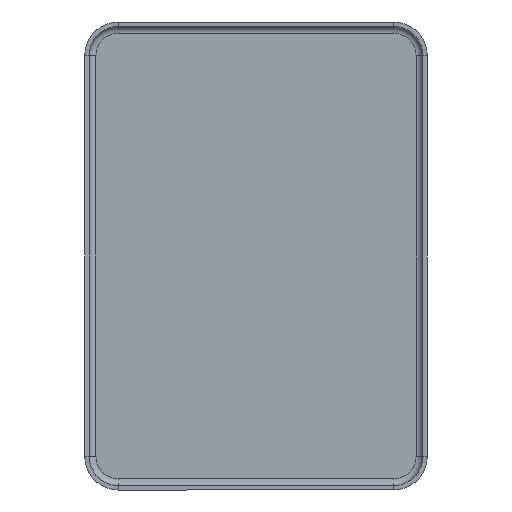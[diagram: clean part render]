
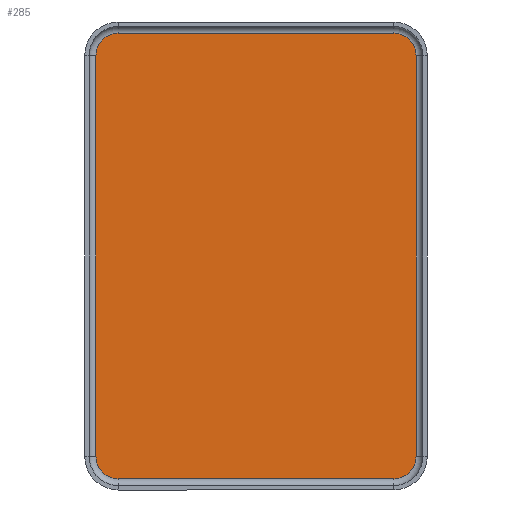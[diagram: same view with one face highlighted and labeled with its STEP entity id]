
A CAD part, front view. The second image highlights one B-rep face of the part: STEP entity #285.
In plain terms, the highlighted planar face has unit normal (0, -1, 0).
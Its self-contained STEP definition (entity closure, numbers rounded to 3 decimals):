
#2 = AXIS2_PLACEMENT_3D ( 'NONE', #771, #385, #198 ) ;
#15 = CARTESIAN_POINT ( 'NONE',  ( -7.15, -0.2, 8.95 ) ) ;
#32 = LINE ( 'NONE', #1071, #604 ) ;
#37 = DIRECTION ( 'NONE',  ( 0., 0., 1. ) ) ;
#47 = VERTEX_POINT ( 'NONE', #15 ) ;
#50 = CARTESIAN_POINT ( 'NONE',  ( 6.15, -0.2, 8.95 ) ) ;
#58 = DIRECTION ( 'NONE',  ( -1., 0., 0. ) ) ;
#66 = ORIENTED_EDGE ( 'NONE', *, *, #196, .F. ) ;
#98 = EDGE_CURVE ( 'NONE', #613, #800, #828, .T. ) ;
#115 = VERTEX_POINT ( 'NONE', #653 ) ;
#151 = PLANE ( 'NONE',  #393 ) ;
#158 = CIRCLE ( 'NONE', #948, 1. ) ;
#182 = CIRCLE ( 'NONE', #2, 1. ) ;
#183 = VERTEX_POINT ( 'NONE', #657 ) ;
#189 = CARTESIAN_POINT ( 'NONE',  ( 7.15, -0.2, 8.95 ) ) ;
#196 = EDGE_CURVE ( 'NONE', #823, #47, #962, .T. ) ;
#198 = DIRECTION ( 'NONE',  ( 0., 0., 1. ) ) ;
#229 = DIRECTION ( 'NONE',  ( 0., 0., -1. ) ) ;
#237 = CARTESIAN_POINT ( 'NONE',  ( 6.15, -0.2, -9.95 ) ) ;
#285 = ADVANCED_FACE ( 'NONE', ( #324 ), #151, .T. ) ;
#298 = CARTESIAN_POINT ( 'NONE',  ( 6.15, -0.2, 8.95 ) ) ;
#308 = DIRECTION ( 'NONE',  ( 1., 0., 0. ) ) ;
#320 = DIRECTION ( 'NONE',  ( 0., 0., -1. ) ) ;
#324 = FACE_OUTER_BOUND ( 'NONE', #804, .T. ) ;
#332 = DIRECTION ( 'NONE',  ( 0., 0., 1. ) ) ;
#385 = DIRECTION ( 'NONE',  ( 0., 1., 0. ) ) ;
#393 = AXIS2_PLACEMENT_3D ( 'NONE', #50, #682, #229 ) ;
#403 = DIRECTION ( 'NONE',  ( 0., 0., 1. ) ) ;
#405 = DIRECTION ( 'NONE',  ( 0., 1., 0. ) ) ;
#409 = DIRECTION ( 'NONE',  ( 0., 0., 1. ) ) ;
#444 = VECTOR ( 'NONE', #320, 1000. ) ;
#495 = CARTESIAN_POINT ( 'NONE',  ( 7.15, -0.2, 8.95 ) ) ;
#501 = EDGE_CURVE ( 'NONE', #600, #115, #32, .T. ) ;
#544 = VERTEX_POINT ( 'NONE', #189 ) ;
#593 = DIRECTION ( 'NONE',  ( 0., 1., 0. ) ) ;
#598 = EDGE_CURVE ( 'NONE', #183, #600, #1028, .T. ) ;
#600 = VERTEX_POINT ( 'NONE', #237 ) ;
#604 = VECTOR ( 'NONE', #58, 1000. ) ;
#613 = VERTEX_POINT ( 'NONE', #881 ) ;
#653 = CARTESIAN_POINT ( 'NONE',  ( -6.15, -0.2, -9.95 ) ) ;
#657 = CARTESIAN_POINT ( 'NONE',  ( 7.15, -0.2, -8.95 ) ) ;
#662 = CARTESIAN_POINT ( 'NONE',  ( -6.15, -0.2, 9.95 ) ) ;
#682 = DIRECTION ( 'NONE',  ( 0., -1., 0. ) ) ;
#684 = AXIS2_PLACEMENT_3D ( 'NONE', #1152, #593, #332 ) ;
#770 = VECTOR ( 'NONE', #409, 1000. ) ;
#771 = CARTESIAN_POINT ( 'NONE',  ( -6.15, -0.2, 8.95 ) ) ;
#775 = DIRECTION ( 'NONE',  ( 0., 1., 0. ) ) ;
#800 = VERTEX_POINT ( 'NONE', #1165 ) ;
#804 = EDGE_LOOP ( 'NONE', ( #853, #1030, #898, #66, #1161, #927, #1109, #1154 ) ) ;
#805 = VECTOR ( 'NONE', #308, 1000. ) ;
#823 = VERTEX_POINT ( 'NONE', #1097 ) ;
#828 = LINE ( 'NONE', #662, #805 ) ;
#853 = ORIENTED_EDGE ( 'NONE', *, *, #949, .F. ) ;
#866 = CARTESIAN_POINT ( 'NONE',  ( -7.15, -0.2, -8.95 ) ) ;
#881 = CARTESIAN_POINT ( 'NONE',  ( -6.15, -0.2, 9.95 ) ) ;
#898 = ORIENTED_EDGE ( 'NONE', *, *, #979, .F. ) ;
#927 = ORIENTED_EDGE ( 'NONE', *, *, #501, .F. ) ;
#948 = AXIS2_PLACEMENT_3D ( 'NONE', #1135, #775, #37 ) ;
#949 = EDGE_CURVE ( 'NONE', #800, #544, #1001, .T. ) ;
#962 = LINE ( 'NONE', #866, #770 ) ;
#979 = EDGE_CURVE ( 'NONE', #47, #613, #182, .T. ) ;
#996 = EDGE_CURVE ( 'NONE', #115, #823, #158, .T. ) ;
#1001 = CIRCLE ( 'NONE', #1011, 1. ) ;
#1011 = AXIS2_PLACEMENT_3D ( 'NONE', #298, #405, #403 ) ;
#1028 = CIRCLE ( 'NONE', #684, 1. ) ;
#1030 = ORIENTED_EDGE ( 'NONE', *, *, #98, .F. ) ;
#1071 = CARTESIAN_POINT ( 'NONE',  ( 6.15, -0.2, -9.95 ) ) ;
#1097 = CARTESIAN_POINT ( 'NONE',  ( -7.15, -0.2, -8.95 ) ) ;
#1109 = ORIENTED_EDGE ( 'NONE', *, *, #598, .F. ) ;
#1133 = EDGE_CURVE ( 'NONE', #544, #183, #1138, .T. ) ;
#1135 = CARTESIAN_POINT ( 'NONE',  ( -6.15, -0.2, -8.95 ) ) ;
#1138 = LINE ( 'NONE', #495, #444 ) ;
#1152 = CARTESIAN_POINT ( 'NONE',  ( 6.15, -0.2, -8.95 ) ) ;
#1154 = ORIENTED_EDGE ( 'NONE', *, *, #1133, .F. ) ;
#1161 = ORIENTED_EDGE ( 'NONE', *, *, #996, .F. ) ;
#1165 = CARTESIAN_POINT ( 'NONE',  ( 6.15, -0.2, 9.95 ) ) ;
